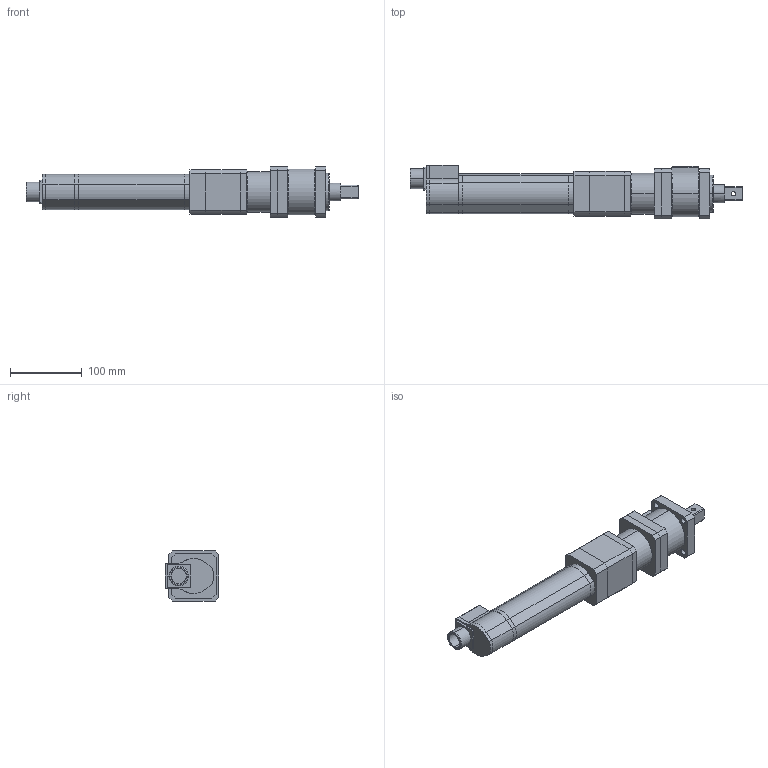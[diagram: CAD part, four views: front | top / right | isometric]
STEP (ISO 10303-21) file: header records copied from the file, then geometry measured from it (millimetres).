
FILE_DESCRIPTION (( 'STEP AP203' ), '1' );
FILE_NAME ('CFT-302RS3-S.STEP', '2012-11-12T15:50:48', ( '' ), ( '' ), 'SwSTEP 2.0', 'SolidWorks 2013', '' );
FILE_SCHEMA (( 'CONFIG_CONTROL_DESIGN' ));
Length unit declared in the file: millimetre
Products named in the file (1): CFT-302RS3-S
Bounding box: 462.4 x 75 x 70 mm (x, y, z)
Volume: 1186191 mm3; surface area: 165360.6 mm2
Topology: 13 solids, 13 shells, 210 faces, 508 edges, 330 vertices
Faces by surface type: plane 107, cylinder 80, cone 19, torus 4
Entity records: 6252 total; most frequent: CARTESIAN_POINT 1109, DIRECTION 1105, ORIENTED_EDGE 1016, EDGE_CURVE 508, AXIS2_PLACEMENT_3D 406, VERTEX_POINT 330, LINE 293, VECTOR 293
